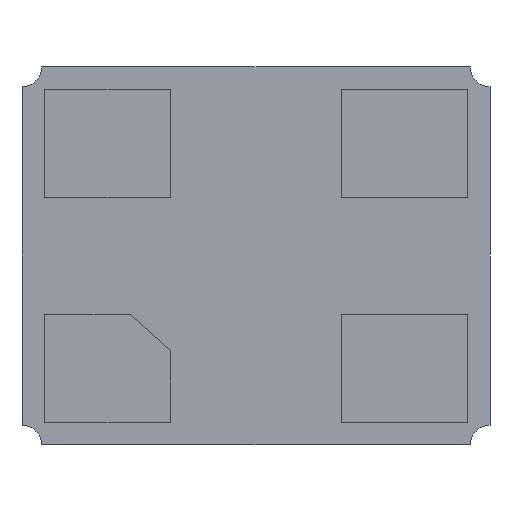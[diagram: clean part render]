
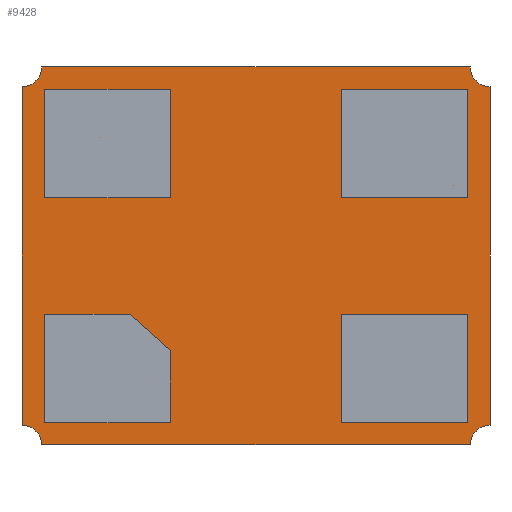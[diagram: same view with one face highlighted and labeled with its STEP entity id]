
A CAD part, front view. The second image highlights one B-rep face of the part: STEP entity #9428.
In plain terms, the highlighted planar face has unit normal (0, -1, 0).
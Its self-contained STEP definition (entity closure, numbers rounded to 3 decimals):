
#8909 = PLANE('',#8910);
#8910 = AXIS2_PLACEMENT_3D('',#8911,#8912,#8913);
#8911 = CARTESIAN_POINT('',(-0.475,0.7,-0.425));
#8912 = DIRECTION('',(1.,0.,0.));
#8913 = DIRECTION('',(0.,0.,-1.));
#8938 = CYLINDRICAL_SURFACE('',#8939,0.11);
#8939 = AXIS2_PLACEMENT_3D('',#8940,#8941,#8942);
#8940 = CARTESIAN_POINT('',(-0.475,1.,1.675));
#8941 = DIRECTION('',(0.,-1.,0.));
#8942 = DIRECTION('',(0.,0.,-1.));
#8966 = PLANE('',#8967);
#8967 = AXIS2_PLACEMENT_3D('',#8968,#8969,#8970);
#8968 = CARTESIAN_POINT('',(-0.475,0.7,1.675));
#8969 = DIRECTION('',(0.,0.,-1.));
#8970 = DIRECTION('',(-1.,0.,0.));
#8995 = CYLINDRICAL_SURFACE('',#8996,0.11);
#8996 = AXIS2_PLACEMENT_3D('',#8997,#8998,#8999);
#8997 = CARTESIAN_POINT('',(2.125,1.,1.675));
#8998 = DIRECTION('',(0.,-1.,0.));
#8999 = DIRECTION('',(0.,0.,-1.));
#9023 = PLANE('',#9024);
#9024 = AXIS2_PLACEMENT_3D('',#9025,#9026,#9027);
#9025 = CARTESIAN_POINT('',(2.125,0.7,-0.425));
#9026 = DIRECTION('',(-1.,0.,0.));
#9027 = DIRECTION('',(0.,0.,1.));
#9052 = CYLINDRICAL_SURFACE('',#9053,0.11);
#9053 = AXIS2_PLACEMENT_3D('',#9054,#9055,#9056);
#9054 = CARTESIAN_POINT('',(2.125,1.,-0.425));
#9055 = DIRECTION('',(0.,-1.,0.));
#9056 = DIRECTION('',(0.,0.,-1.));
#9080 = PLANE('',#9081);
#9081 = AXIS2_PLACEMENT_3D('',#9082,#9083,#9084);
#9082 = CARTESIAN_POINT('',(-0.475,0.7,-0.425));
#9083 = DIRECTION('',(0.,0.,1.));
#9084 = DIRECTION('',(1.,0.,0.));
#9107 = CYLINDRICAL_SURFACE('',#9108,0.11);
#9108 = AXIS2_PLACEMENT_3D('',#9109,#9110,#9111);
#9109 = CARTESIAN_POINT('',(-0.475,1.,-0.425));
#9110 = DIRECTION('',(0.,-1.,0.));
#9111 = DIRECTION('',(0.,0.,-1.));
#9428 = ADVANCED_FACE('',(#9429),#9444,.F.);
#9429 = FACE_BOUND('',#9430,.T.);
#9430 = EDGE_LOOP('',(#9431,#9462,#9485,#9509,#9532,#9556,#9579,#9603));
#9431 = ORIENTED_EDGE('',*,*,#9432,.T.);
#9432 = EDGE_CURVE('',#9433,#9435,#9437,.T.);
#9433 = VERTEX_POINT('',#9434);
#9434 = CARTESIAN_POINT('',(2.125,0.,1.565));
#9435 = VERTEX_POINT('',#9436);
#9436 = CARTESIAN_POINT('',(2.015,0.,1.675));
#9437 = SURFACE_CURVE('',#9438,(#9443,#9455),.PCURVE_S1.);
#9438 = CIRCLE('',#9439,0.11);
#9439 = AXIS2_PLACEMENT_3D('',#9440,#9441,#9442);
#9440 = CARTESIAN_POINT('',(2.125,0.,1.675));
#9441 = DIRECTION('',(0.,1.,0.));
#9442 = DIRECTION('',(0.,0.,-1.));
#9443 = PCURVE('',#9444,#9449);
#9444 = PLANE('',#9445);
#9445 = AXIS2_PLACEMENT_3D('',#9446,#9447,#9448);
#9446 = CARTESIAN_POINT('',(-0.475,0.,1.675));
#9447 = DIRECTION('',(0.,1.,0.));
#9448 = DIRECTION('',(0.,0.,1.));
#9449 = DEFINITIONAL_REPRESENTATION('',(#9450),#9454);
#9450 = CIRCLE('',#9451,0.11);
#9451 = AXIS2_PLACEMENT_2D('',#9452,#9453);
#9452 = CARTESIAN_POINT('',(0.,2.6));
#9453 = DIRECTION('',(-1.,0.));
#9454 = ( GEOMETRIC_REPRESENTATION_CONTEXT(2) 
PARAMETRIC_REPRESENTATION_CONTEXT() REPRESENTATION_CONTEXT('2D SPACE',''
  ) );
#9455 = PCURVE('',#8995,#9456);
#9456 = DEFINITIONAL_REPRESENTATION('',(#9457),#9461);
#9457 = LINE('',#9458,#9459);
#9458 = CARTESIAN_POINT('',(6.283,1.));
#9459 = VECTOR('',#9460,1.);
#9460 = DIRECTION('',(-1.,0.));
#9461 = ( GEOMETRIC_REPRESENTATION_CONTEXT(2) 
PARAMETRIC_REPRESENTATION_CONTEXT() REPRESENTATION_CONTEXT('2D SPACE',''
  ) );
#9462 = ORIENTED_EDGE('',*,*,#9463,.F.);
#9463 = EDGE_CURVE('',#9464,#9435,#9466,.T.);
#9464 = VERTEX_POINT('',#9465);
#9465 = CARTESIAN_POINT('',(-0.365,0.,1.675));
#9466 = SURFACE_CURVE('',#9467,(#9471,#9478),.PCURVE_S1.);
#9467 = LINE('',#9468,#9469);
#9468 = CARTESIAN_POINT('',(-0.475,0.,1.675));
#9469 = VECTOR('',#9470,1.);
#9470 = DIRECTION('',(1.,0.,0.));
#9471 = PCURVE('',#9444,#9472);
#9472 = DEFINITIONAL_REPRESENTATION('',(#9473),#9477);
#9473 = LINE('',#9474,#9475);
#9474 = CARTESIAN_POINT('',(0.,0.));
#9475 = VECTOR('',#9476,1.);
#9476 = DIRECTION('',(0.,1.));
#9477 = ( GEOMETRIC_REPRESENTATION_CONTEXT(2) 
PARAMETRIC_REPRESENTATION_CONTEXT() REPRESENTATION_CONTEXT('2D SPACE',''
  ) );
#9478 = PCURVE('',#8966,#9479);
#9479 = DEFINITIONAL_REPRESENTATION('',(#9480),#9484);
#9480 = LINE('',#9481,#9482);
#9481 = CARTESIAN_POINT('',(0.,-0.7));
#9482 = VECTOR('',#9483,1.);
#9483 = DIRECTION('',(-1.,0.));
#9484 = ( GEOMETRIC_REPRESENTATION_CONTEXT(2) 
PARAMETRIC_REPRESENTATION_CONTEXT() REPRESENTATION_CONTEXT('2D SPACE',''
  ) );
#9485 = ORIENTED_EDGE('',*,*,#9486,.T.);
#9486 = EDGE_CURVE('',#9464,#9487,#9489,.T.);
#9487 = VERTEX_POINT('',#9488);
#9488 = CARTESIAN_POINT('',(-0.475,0.,1.565));
#9489 = SURFACE_CURVE('',#9490,(#9495,#9502),.PCURVE_S1.);
#9490 = CIRCLE('',#9491,0.11);
#9491 = AXIS2_PLACEMENT_3D('',#9492,#9493,#9494);
#9492 = CARTESIAN_POINT('',(-0.475,0.,1.675));
#9493 = DIRECTION('',(0.,1.,0.));
#9494 = DIRECTION('',(0.,0.,-1.));
#9495 = PCURVE('',#9444,#9496);
#9496 = DEFINITIONAL_REPRESENTATION('',(#9497),#9501);
#9497 = CIRCLE('',#9498,0.11);
#9498 = AXIS2_PLACEMENT_2D('',#9499,#9500);
#9499 = CARTESIAN_POINT('',(0.,0.));
#9500 = DIRECTION('',(-1.,0.));
#9501 = ( GEOMETRIC_REPRESENTATION_CONTEXT(2) 
PARAMETRIC_REPRESENTATION_CONTEXT() REPRESENTATION_CONTEXT('2D SPACE',''
  ) );
#9502 = PCURVE('',#8938,#9503);
#9503 = DEFINITIONAL_REPRESENTATION('',(#9504),#9508);
#9504 = LINE('',#9505,#9506);
#9505 = CARTESIAN_POINT('',(6.283,1.));
#9506 = VECTOR('',#9507,1.);
#9507 = DIRECTION('',(-1.,0.));
#9508 = ( GEOMETRIC_REPRESENTATION_CONTEXT(2) 
PARAMETRIC_REPRESENTATION_CONTEXT() REPRESENTATION_CONTEXT('2D SPACE',''
  ) );
#9509 = ORIENTED_EDGE('',*,*,#9510,.F.);
#9510 = EDGE_CURVE('',#9511,#9487,#9513,.T.);
#9511 = VERTEX_POINT('',#9512);
#9512 = CARTESIAN_POINT('',(-0.475,0.,-0.315));
#9513 = SURFACE_CURVE('',#9514,(#9518,#9525),.PCURVE_S1.);
#9514 = LINE('',#9515,#9516);
#9515 = CARTESIAN_POINT('',(-0.475,0.,-0.425));
#9516 = VECTOR('',#9517,1.);
#9517 = DIRECTION('',(0.,0.,1.));
#9518 = PCURVE('',#9444,#9519);
#9519 = DEFINITIONAL_REPRESENTATION('',(#9520),#9524);
#9520 = LINE('',#9521,#9522);
#9521 = CARTESIAN_POINT('',(-2.1,0.));
#9522 = VECTOR('',#9523,1.);
#9523 = DIRECTION('',(1.,0.));
#9524 = ( GEOMETRIC_REPRESENTATION_CONTEXT(2) 
PARAMETRIC_REPRESENTATION_CONTEXT() REPRESENTATION_CONTEXT('2D SPACE',''
  ) );
#9525 = PCURVE('',#8909,#9526);
#9526 = DEFINITIONAL_REPRESENTATION('',(#9527),#9531);
#9527 = LINE('',#9528,#9529);
#9528 = CARTESIAN_POINT('',(0.,-0.7));
#9529 = VECTOR('',#9530,1.);
#9530 = DIRECTION('',(-1.,0.));
#9531 = ( GEOMETRIC_REPRESENTATION_CONTEXT(2) 
PARAMETRIC_REPRESENTATION_CONTEXT() REPRESENTATION_CONTEXT('2D SPACE',''
  ) );
#9532 = ORIENTED_EDGE('',*,*,#9533,.T.);
#9533 = EDGE_CURVE('',#9511,#9534,#9536,.T.);
#9534 = VERTEX_POINT('',#9535);
#9535 = CARTESIAN_POINT('',(-0.365,0.,-0.425));
#9536 = SURFACE_CURVE('',#9537,(#9542,#9549),.PCURVE_S1.);
#9537 = CIRCLE('',#9538,0.11);
#9538 = AXIS2_PLACEMENT_3D('',#9539,#9540,#9541);
#9539 = CARTESIAN_POINT('',(-0.475,0.,-0.425));
#9540 = DIRECTION('',(0.,1.,0.));
#9541 = DIRECTION('',(0.,0.,-1.));
#9542 = PCURVE('',#9444,#9543);
#9543 = DEFINITIONAL_REPRESENTATION('',(#9544),#9548);
#9544 = CIRCLE('',#9545,0.11);
#9545 = AXIS2_PLACEMENT_2D('',#9546,#9547);
#9546 = CARTESIAN_POINT('',(-2.1,0.));
#9547 = DIRECTION('',(-1.,0.));
#9548 = ( GEOMETRIC_REPRESENTATION_CONTEXT(2) 
PARAMETRIC_REPRESENTATION_CONTEXT() REPRESENTATION_CONTEXT('2D SPACE',''
  ) );
#9549 = PCURVE('',#9107,#9550);
#9550 = DEFINITIONAL_REPRESENTATION('',(#9551),#9555);
#9551 = LINE('',#9552,#9553);
#9552 = CARTESIAN_POINT('',(6.283,1.));
#9553 = VECTOR('',#9554,1.);
#9554 = DIRECTION('',(-1.,0.));
#9555 = ( GEOMETRIC_REPRESENTATION_CONTEXT(2) 
PARAMETRIC_REPRESENTATION_CONTEXT() REPRESENTATION_CONTEXT('2D SPACE',''
  ) );
#9556 = ORIENTED_EDGE('',*,*,#9557,.F.);
#9557 = EDGE_CURVE('',#9558,#9534,#9560,.T.);
#9558 = VERTEX_POINT('',#9559);
#9559 = CARTESIAN_POINT('',(2.015,0.,-0.425));
#9560 = SURFACE_CURVE('',#9561,(#9565,#9572),.PCURVE_S1.);
#9561 = LINE('',#9562,#9563);
#9562 = CARTESIAN_POINT('',(-0.475,0.,-0.425));
#9563 = VECTOR('',#9564,1.);
#9564 = DIRECTION('',(-1.,0.,0.));
#9565 = PCURVE('',#9444,#9566);
#9566 = DEFINITIONAL_REPRESENTATION('',(#9567),#9571);
#9567 = LINE('',#9568,#9569);
#9568 = CARTESIAN_POINT('',(-2.1,0.));
#9569 = VECTOR('',#9570,1.);
#9570 = DIRECTION('',(0.,-1.));
#9571 = ( GEOMETRIC_REPRESENTATION_CONTEXT(2) 
PARAMETRIC_REPRESENTATION_CONTEXT() REPRESENTATION_CONTEXT('2D SPACE',''
  ) );
#9572 = PCURVE('',#9080,#9573);
#9573 = DEFINITIONAL_REPRESENTATION('',(#9574),#9578);
#9574 = LINE('',#9575,#9576);
#9575 = CARTESIAN_POINT('',(0.,-0.7));
#9576 = VECTOR('',#9577,1.);
#9577 = DIRECTION('',(-1.,0.));
#9578 = ( GEOMETRIC_REPRESENTATION_CONTEXT(2) 
PARAMETRIC_REPRESENTATION_CONTEXT() REPRESENTATION_CONTEXT('2D SPACE',''
  ) );
#9579 = ORIENTED_EDGE('',*,*,#9580,.T.);
#9580 = EDGE_CURVE('',#9558,#9581,#9583,.T.);
#9581 = VERTEX_POINT('',#9582);
#9582 = CARTESIAN_POINT('',(2.125,0.,-0.315));
#9583 = SURFACE_CURVE('',#9584,(#9589,#9596),.PCURVE_S1.);
#9584 = CIRCLE('',#9585,0.11);
#9585 = AXIS2_PLACEMENT_3D('',#9586,#9587,#9588);
#9586 = CARTESIAN_POINT('',(2.125,0.,-0.425));
#9587 = DIRECTION('',(0.,1.,0.));
#9588 = DIRECTION('',(0.,0.,-1.));
#9589 = PCURVE('',#9444,#9590);
#9590 = DEFINITIONAL_REPRESENTATION('',(#9591),#9595);
#9591 = CIRCLE('',#9592,0.11);
#9592 = AXIS2_PLACEMENT_2D('',#9593,#9594);
#9593 = CARTESIAN_POINT('',(-2.1,2.6));
#9594 = DIRECTION('',(-1.,0.));
#9595 = ( GEOMETRIC_REPRESENTATION_CONTEXT(2) 
PARAMETRIC_REPRESENTATION_CONTEXT() REPRESENTATION_CONTEXT('2D SPACE',''
  ) );
#9596 = PCURVE('',#9052,#9597);
#9597 = DEFINITIONAL_REPRESENTATION('',(#9598),#9602);
#9598 = LINE('',#9599,#9600);
#9599 = CARTESIAN_POINT('',(6.283,1.));
#9600 = VECTOR('',#9601,1.);
#9601 = DIRECTION('',(-1.,0.));
#9602 = ( GEOMETRIC_REPRESENTATION_CONTEXT(2) 
PARAMETRIC_REPRESENTATION_CONTEXT() REPRESENTATION_CONTEXT('2D SPACE',''
  ) );
#9603 = ORIENTED_EDGE('',*,*,#9604,.F.);
#9604 = EDGE_CURVE('',#9433,#9581,#9605,.T.);
#9605 = SURFACE_CURVE('',#9606,(#9610,#9617),.PCURVE_S1.);
#9606 = LINE('',#9607,#9608);
#9607 = CARTESIAN_POINT('',(2.125,0.,-0.425));
#9608 = VECTOR('',#9609,1.);
#9609 = DIRECTION('',(0.,0.,-1.));
#9610 = PCURVE('',#9444,#9611);
#9611 = DEFINITIONAL_REPRESENTATION('',(#9612),#9616);
#9612 = LINE('',#9613,#9614);
#9613 = CARTESIAN_POINT('',(-2.1,2.6));
#9614 = VECTOR('',#9615,1.);
#9615 = DIRECTION('',(-1.,0.));
#9616 = ( GEOMETRIC_REPRESENTATION_CONTEXT(2) 
PARAMETRIC_REPRESENTATION_CONTEXT() REPRESENTATION_CONTEXT('2D SPACE',''
  ) );
#9617 = PCURVE('',#9023,#9618);
#9618 = DEFINITIONAL_REPRESENTATION('',(#9619),#9623);
#9619 = LINE('',#9620,#9621);
#9620 = CARTESIAN_POINT('',(0.,-0.7));
#9621 = VECTOR('',#9622,1.);
#9622 = DIRECTION('',(-1.,0.));
#9623 = ( GEOMETRIC_REPRESENTATION_CONTEXT(2) 
PARAMETRIC_REPRESENTATION_CONTEXT() REPRESENTATION_CONTEXT('2D SPACE',''
  ) );
